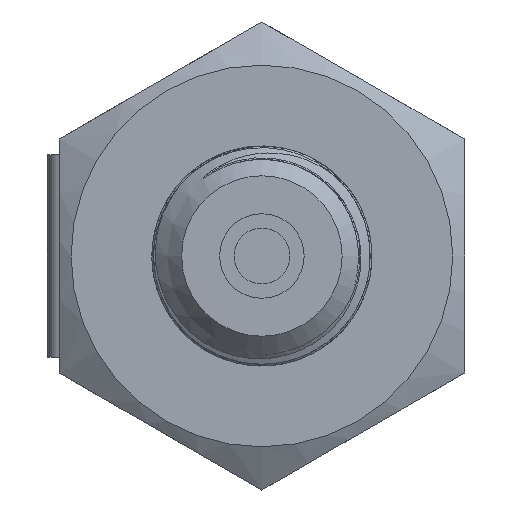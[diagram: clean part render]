
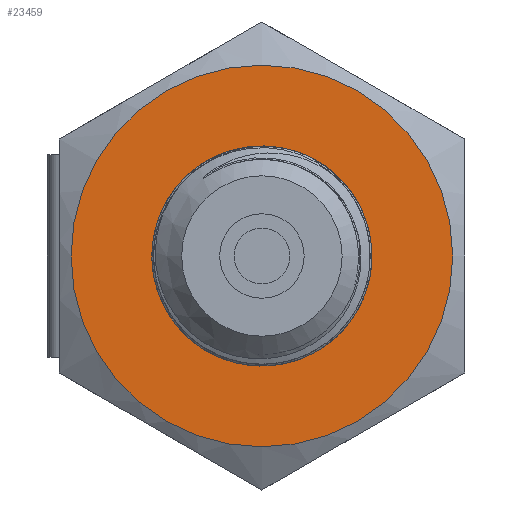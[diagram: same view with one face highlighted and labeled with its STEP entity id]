
A CAD part, left-side view. The second image highlights one B-rep face of the part: STEP entity #23459.
In plain terms, the highlighted planar face has unit normal (-1, 0, 0).
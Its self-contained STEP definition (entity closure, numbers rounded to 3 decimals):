
#565=FACE_BOUND('',#3007,.T.);
#680=PLANE('',#24754);
#1639=FACE_OUTER_BOUND('',#3006,.T.);
#3006=EDGE_LOOP('',(#17363));
#3007=EDGE_LOOP('',(#17364));
#4217=CIRCLE('',#24733,11.3);
#4222=CIRCLE('',#24750,6.5);
#10336=VERTEX_POINT('',#39466);
#10354=VERTEX_POINT('',#42989);
#12930=EDGE_CURVE('',#10336,#10336,#4217,.T.);
#12964=EDGE_CURVE('',#10354,#10354,#4222,.T.);
#17363=ORIENTED_EDGE('',*,*,#12930,.T.);
#17364=ORIENTED_EDGE('',*,*,#12964,.T.);
#23459=ADVANCED_FACE('',(#1639,#565),#680,.T.);
#24733=AXIS2_PLACEMENT_3D('',#39468,#27165,#27166);
#24750=AXIS2_PLACEMENT_3D('',#42990,#27207,#27208);
#24754=AXIS2_PLACEMENT_3D('',#42996,#27215,#27216);
#27165=DIRECTION('center_axis',(-1.,0.,0.));
#27166=DIRECTION('ref_axis',(0.,1.,0.));
#27207=DIRECTION('center_axis',(1.,0.,0.));
#27208=DIRECTION('ref_axis',(0.,0.,-1.));
#27215=DIRECTION('center_axis',(-1.,0.,0.));
#27216=DIRECTION('ref_axis',(0.,0.,1.));
#39466=CARTESIAN_POINT('',(15.,-11.3,0.));
#39468=CARTESIAN_POINT('Origin',(15.,0.,0.));
#42989=CARTESIAN_POINT('',(15.,0.,6.5));
#42990=CARTESIAN_POINT('Origin',(15.,0.,0.));
#42996=CARTESIAN_POINT('Origin',(15.,12.,0.));
